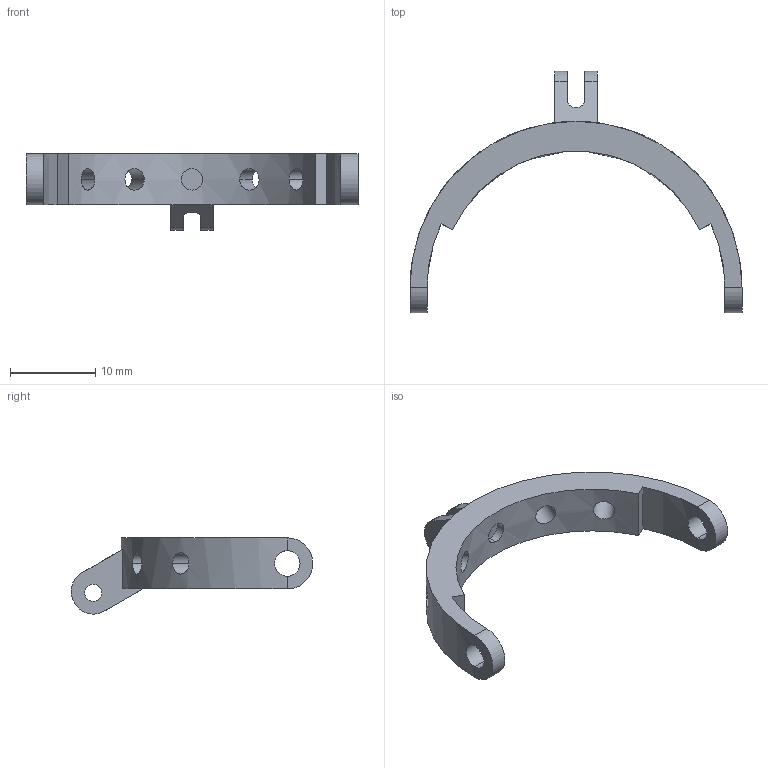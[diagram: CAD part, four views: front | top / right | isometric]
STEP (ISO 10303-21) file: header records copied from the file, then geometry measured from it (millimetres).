
FILE_DESCRIPTION (( 'STEP AP214' ), '1' );
FILE_NAME ('Eyelid-Up.STEP', '2025-09-29T07:40:59', ( 'Windows User' ), ( '' ), 'SwSTEP 2.0', 'SolidWorks 2023', '' );
FILE_SCHEMA (( 'AUTOMOTIVE_DESIGN' ));
Length unit declared in the file: millimetre
Products named in the file (1): Eyelid-Up
Bounding box: 39 x 28.38 x 8.95 mm (x, y, z)
Volume: 1091.2 mm3; surface area: 1388.5 mm2
Topology: 1 solids, 1 shells, 48 faces, 131 edges, 82 vertices
Faces by surface type: cylinder 30, plane 18
Entity records: 1963 total; most frequent: CARTESIAN_POINT 711, ORIENTED_EDGE 262, DIRECTION 245, EDGE_CURVE 131, AXIS2_PLACEMENT_3D 88, VERTEX_POINT 82, VECTOR 69, LINE 69
